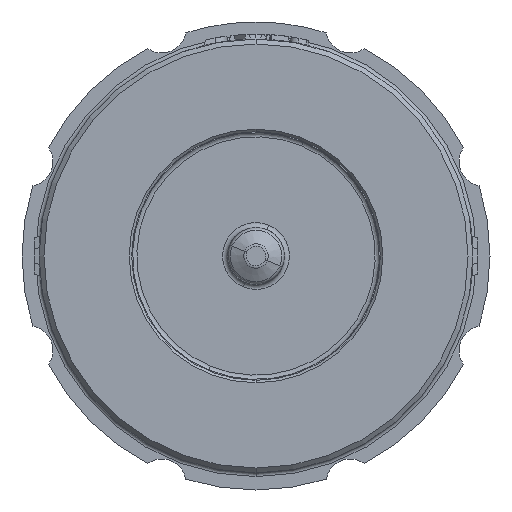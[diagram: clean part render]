
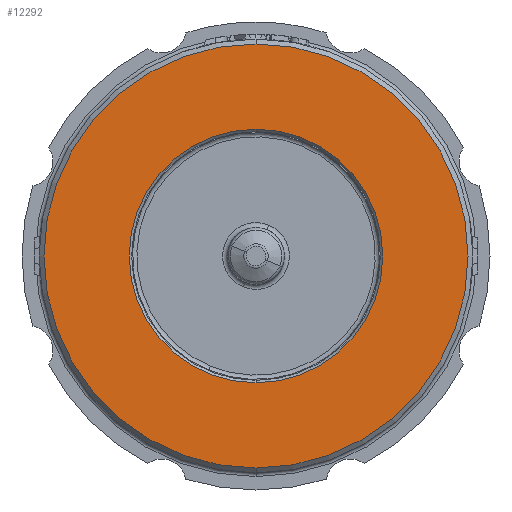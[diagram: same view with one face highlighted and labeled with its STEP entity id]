
A CAD part, front view. The second image highlights one B-rep face of the part: STEP entity #12292.
In plain terms, the highlighted planar face has unit normal (0, -1, 0).
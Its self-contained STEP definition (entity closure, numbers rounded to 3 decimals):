
#1099 = FACE_BOUND ( 'NONE', #15990, .T. ) ;
#1373 = CIRCLE ( 'NONE', #3648, 87. ) ;
#2282 = EDGE_CURVE ( 'NONE', #14070, #9947, #4494, .T. ) ;
#3026 = ORIENTED_EDGE ( 'NONE', *, *, #15902, .T. ) ;
#3071 = CIRCLE ( 'NONE', #7399, 52. ) ;
#3648 = AXIS2_PLACEMENT_3D ( 'NONE', #5732, #9925, #8372 ) ;
#4287 = CARTESIAN_POINT ( 'NONE',  ( -97.176, 2., 0. ) ) ;
#4494 = CIRCLE ( 'NONE', #13456, 52. ) ;
#4756 = DIRECTION ( 'NONE',  ( 0., -1., 0. ) ) ;
#5686 = ORIENTED_EDGE ( 'NONE', *, *, #2282, .T. ) ;
#5732 = CARTESIAN_POINT ( 'NONE',  ( 0., 2., 0. ) ) ;
#6094 = DIRECTION ( 'NONE',  ( 0., 0., -1. ) ) ;
#6498 = EDGE_CURVE ( 'NONE', #9947, #14070, #3071, .T. ) ;
#6526 = AXIS2_PLACEMENT_3D ( 'NONE', #4287, #6925, #16164 ) ;
#6633 = VERTEX_POINT ( 'NONE', #7228 ) ;
#6879 = PLANE ( 'NONE',  #6526 ) ;
#6925 = DIRECTION ( 'NONE',  ( 0., -1., 0. ) ) ;
#7123 = DIRECTION ( 'NONE',  ( 0., 1., 0. ) ) ;
#7228 = CARTESIAN_POINT ( 'NONE',  ( 0., 2., -87. ) ) ;
#7399 = AXIS2_PLACEMENT_3D ( 'NONE', #10807, #16182, #8218 ) ;
#8210 = AXIS2_PLACEMENT_3D ( 'NONE', #12493, #4756, #6094 ) ;
#8218 = DIRECTION ( 'NONE',  ( 0., 0., -1. ) ) ;
#8372 = DIRECTION ( 'NONE',  ( 0., 0., -1. ) ) ;
#8480 = CARTESIAN_POINT ( 'NONE',  ( 0., 2., -52. ) ) ;
#8497 = VERTEX_POINT ( 'NONE', #13619 ) ;
#9713 = CARTESIAN_POINT ( 'NONE',  ( 0., 2., 0. ) ) ;
#9833 = DIRECTION ( 'NONE',  ( 0., 0., -1. ) ) ;
#9925 = DIRECTION ( 'NONE',  ( 0., -1., 0. ) ) ;
#9947 = VERTEX_POINT ( 'NONE', #12120 ) ;
#10807 = CARTESIAN_POINT ( 'NONE',  ( 0., 2., 0. ) ) ;
#12120 = CARTESIAN_POINT ( 'NONE',  ( 0., 2., 52. ) ) ;
#12292 = ADVANCED_FACE ( 'NONE', ( #1099, #14729 ), #6879, .T. ) ;
#12493 = CARTESIAN_POINT ( 'NONE',  ( 0., 2., 0. ) ) ;
#13456 = AXIS2_PLACEMENT_3D ( 'NONE', #9713, #7123, #9833 ) ;
#13619 = CARTESIAN_POINT ( 'NONE',  ( 0., 2., 87. ) ) ;
#14070 = VERTEX_POINT ( 'NONE', #8480 ) ;
#14126 = EDGE_CURVE ( 'NONE', #8497, #6633, #1373, .T. ) ;
#14373 = ORIENTED_EDGE ( 'NONE', *, *, #6498, .T. ) ;
#14729 = FACE_OUTER_BOUND ( 'NONE', #16720, .T. ) ;
#14757 = CIRCLE ( 'NONE', #8210, 87. ) ;
#15902 = EDGE_CURVE ( 'NONE', #6633, #8497, #14757, .T. ) ;
#15912 = ORIENTED_EDGE ( 'NONE', *, *, #14126, .T. ) ;
#15990 = EDGE_LOOP ( 'NONE', ( #5686, #14373 ) ) ;
#16164 = DIRECTION ( 'NONE',  ( 0., 0., -1. ) ) ;
#16182 = DIRECTION ( 'NONE',  ( 0., 1., 0. ) ) ;
#16720 = EDGE_LOOP ( 'NONE', ( #15912, #3026 ) ) ;
